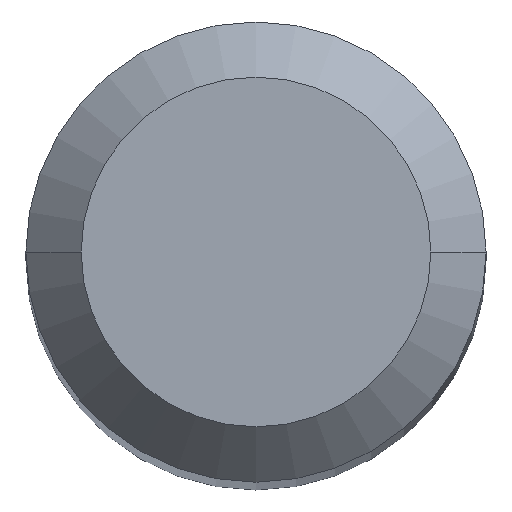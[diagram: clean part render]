
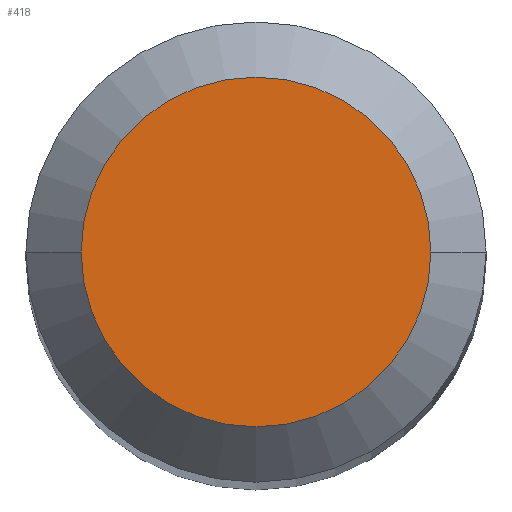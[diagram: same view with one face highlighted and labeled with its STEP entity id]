
A CAD part, top view. The second image highlights one B-rep face of the part: STEP entity #418.
In plain terms, the highlighted planar face has unit normal (0, 0, 1).
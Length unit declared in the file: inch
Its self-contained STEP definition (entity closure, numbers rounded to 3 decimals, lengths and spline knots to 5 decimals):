
#37 = AXIS2_PLACEMENT_3D ( 'NONE', #186, #224, #423 ) ;
#41 = ORIENTED_EDGE ( 'NONE', *, *, #53, .T. ) ;
#53 = EDGE_CURVE ( 'NONE', #85, #428, #240, .T. ) ;
#85 = VERTEX_POINT ( 'NONE', #278 ) ;
#136 = CARTESIAN_POINT ( 'NONE',  ( 0., 0.0475, 0. ) ) ;
#173 = EDGE_LOOP ( 'NONE', ( #238, #41 ) ) ;
#186 = CARTESIAN_POINT ( 'NONE',  ( 0., 0., 0. ) ) ;
#202 = DIRECTION ( 'NONE',  ( 0., 0., -1. ) ) ;
#224 = DIRECTION ( 'NONE',  ( 0., 0., 1. ) ) ;
#238 = ORIENTED_EDGE ( 'NONE', *, *, #415, .T. ) ;
#240 = CIRCLE ( 'NONE', #249, 0.0475 ) ;
#249 = AXIS2_PLACEMENT_3D ( 'NONE', #455, #270, #453 ) ;
#270 = DIRECTION ( 'NONE',  ( 0., 0., 1. ) ) ;
#278 = CARTESIAN_POINT ( 'NONE',  ( 0.0475, 0., 0. ) ) ;
#284 = FACE_OUTER_BOUND ( 'NONE', #173, .T. ) ;
#290 = AXIS2_PLACEMENT_3D ( 'NONE', #136, #202, #368 ) ;
#368 = DIRECTION ( 'NONE',  ( -1., 0., 0. ) ) ;
#390 = PLANE ( 'NONE',  #290 ) ;
#400 = CARTESIAN_POINT ( 'NONE',  ( -0.0475, 0., 0. ) ) ;
#415 = EDGE_CURVE ( 'NONE', #428, #85, #460, .T. ) ;
#418 = ADVANCED_FACE ( 'NONE', ( #284 ), #390, .F. ) ;
#423 = DIRECTION ( 'NONE',  ( 1., 0., 0. ) ) ;
#428 = VERTEX_POINT ( 'NONE', #400 ) ;
#453 = DIRECTION ( 'NONE',  ( 1., 0., 0. ) ) ;
#455 = CARTESIAN_POINT ( 'NONE',  ( 0., 0., 0. ) ) ;
#460 = CIRCLE ( 'NONE', #37, 0.0475 ) ;
